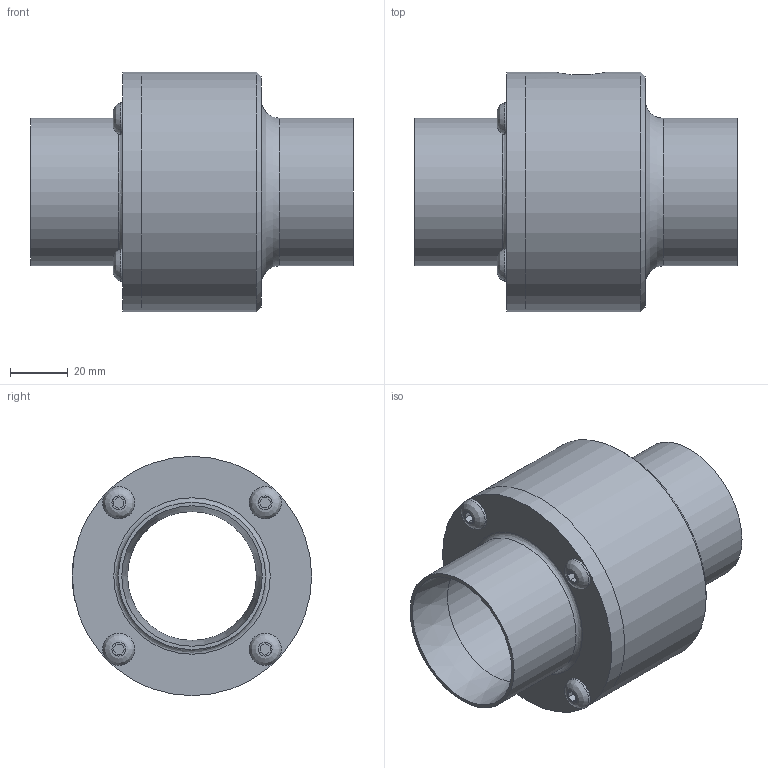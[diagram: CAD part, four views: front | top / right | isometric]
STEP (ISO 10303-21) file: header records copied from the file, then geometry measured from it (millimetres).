
FILE_DESCRIPTION((''),'2;1');
FILE_NAME('6064-3D.stp','2009-04-28T11:22:32',('Dan Preston'),(''),'Autodesk Inventor 2009','Autodesk Inventor 2009','');
FILE_SCHEMA(('AUTOMOTIVE_DESIGN { 1 0 10303 214 1 1 1 1 }'));
Length unit declared in the file: inch
Products named in the file (7): 6064-3D; 6064-3D1; 6064-3D2; 6064-3D3; 6064-3D4; 6064-3D5; 6064-3D6
Assembly tree (6 placements, depth 2):
  6064-3D
    6064-3D1
    6064-3D2
    6064-3D3
    6064-3D4
    6064-3D5
    6064-3D6
Bounding box: 111.12 x 82.55 x 82.55 mm (x, y, z)
Volume: 205351.8 mm3; surface area: 58753.6 mm2
Topology: 6 solids, 6 shells, 103 faces, 216 edges, 140 vertices
Faces by surface type: bspline 58, cylinder 21, plane 13, cone 10, torus 1
Full cylindrical faces by diameter (mm): 5.156 x4, 6.35 x4, 7.137 x4, 15.082 x1, 44.45 x2, 50.8 x2, 60.96 x2, 82.55 x2
Entity records: 3080 total; most frequent: CARTESIAN_POINT 1062, DIRECTION 336, ORIENTED_EDGE 304, EDGE_LOOP 182, EDGE_CURVE 152, AXIS2_PLACEMENT_3D 132, VERTEX_POINT 126, FACE_OUTER_BOUND 103
